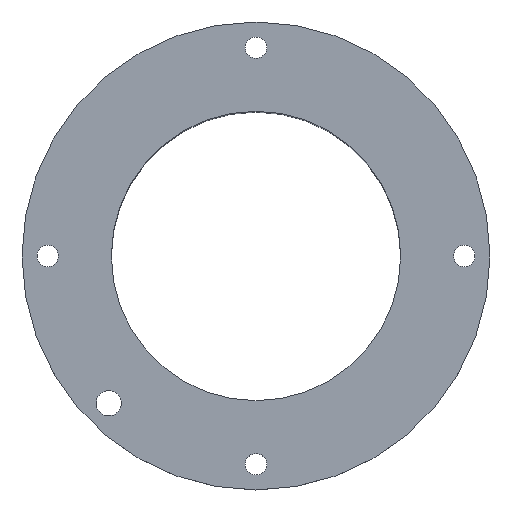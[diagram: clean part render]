
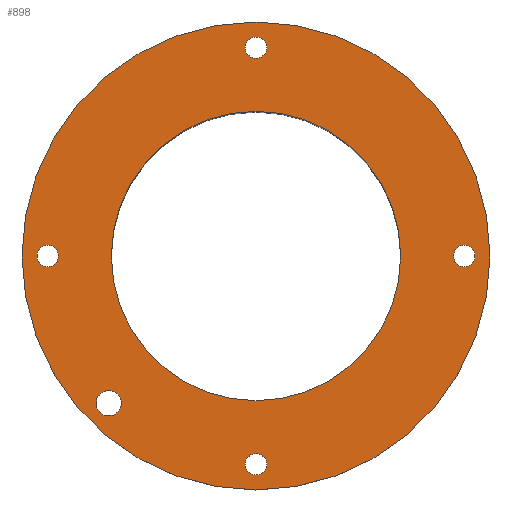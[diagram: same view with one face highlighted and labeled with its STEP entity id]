
A CAD part, top view. The second image highlights one B-rep face of the part: STEP entity #898.
In plain terms, the highlighted planar face has unit normal (0, 0, 1).
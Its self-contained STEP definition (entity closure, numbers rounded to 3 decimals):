
#19 = DIRECTION ( 'NONE',  ( -1., 0., 0. ) ) ;
#31 = EDGE_CURVE ( 'NONE', #101, #375, #506, .T. ) ;
#39 = VERTEX_POINT ( 'NONE', #76 ) ;
#44 = DIRECTION ( 'NONE',  ( -1., 0., 0. ) ) ;
#61 = DIRECTION ( 'NONE',  ( 0., 0., -1. ) ) ;
#76 = CARTESIAN_POINT ( 'NONE',  ( -87., 0., 196. ) ) ;
#79 = EDGE_CURVE ( 'NONE', #752, #159, #704, .T. ) ;
#83 = DIRECTION ( 'NONE',  ( 0., 0., -1. ) ) ;
#86 = FACE_BOUND ( 'NONE', #243, .T. ) ;
#91 = CARTESIAN_POINT ( 'NONE',  ( 4.25, 82.75, 196. ) ) ;
#95 = CARTESIAN_POINT ( 'NONE',  ( 0., -82.75, 196. ) ) ;
#100 = ORIENTED_EDGE ( 'NONE', *, *, #672, .T. ) ;
#101 = VERTEX_POINT ( 'NONE', #1081 ) ;
#131 = ORIENTED_EDGE ( 'NONE', *, *, #912, .T. ) ;
#138 = DIRECTION ( 'NONE',  ( -1., 0., 0. ) ) ;
#149 = CARTESIAN_POINT ( 'NONE',  ( 0., 0., 196. ) ) ;
#159 = VERTEX_POINT ( 'NONE', #1071 ) ;
#170 = AXIS2_PLACEMENT_3D ( 'NONE', #95, #694, #872 ) ;
#183 = EDGE_CURVE ( 'NONE', #834, #954, #821, .T. ) ;
#189 = EDGE_LOOP ( 'NONE', ( #866, #100 ) ) ;
#190 = VERTEX_POINT ( 'NONE', #1184 ) ;
#204 = ORIENTED_EDGE ( 'NONE', *, *, #292, .T. ) ;
#207 = FACE_BOUND ( 'NONE', #852, .T. ) ;
#222 = EDGE_CURVE ( 'NONE', #509, #39, #861, .T. ) ;
#225 = DIRECTION ( 'NONE',  ( 0., 0., -1. ) ) ;
#235 = ORIENTED_EDGE ( 'NONE', *, *, #1049, .F. ) ;
#243 = EDGE_LOOP ( 'NONE', ( #900, #481 ) ) ;
#244 = CARTESIAN_POINT ( 'NONE',  ( -82.75, 0., 196. ) ) ;
#248 = DIRECTION ( 'NONE',  ( -1., 0., 0. ) ) ;
#264 = AXIS2_PLACEMENT_3D ( 'NONE', #727, #822, #336 ) ;
#287 = EDGE_LOOP ( 'NONE', ( #665, #235 ) ) ;
#292 = EDGE_CURVE ( 'NONE', #39, #509, #1012, .T. ) ;
#310 = CARTESIAN_POINT ( 'NONE',  ( 0., 82.75, 196. ) ) ;
#328 = CIRCLE ( 'NONE', #819, 93. ) ;
#336 = DIRECTION ( 'NONE',  ( 1., 0., 0. ) ) ;
#342 = CARTESIAN_POINT ( 'NONE',  ( 0., 0., 196. ) ) ;
#344 = EDGE_CURVE ( 'NONE', #591, #897, #328, .T. ) ;
#347 = DIRECTION ( 'NONE',  ( -1., 0., 0. ) ) ;
#370 = EDGE_CURVE ( 'NONE', #954, #834, #1189, .T. ) ;
#375 = VERTEX_POINT ( 'NONE', #1110 ) ;
#379 = CARTESIAN_POINT ( 'NONE',  ( 0., 82.75, 196. ) ) ;
#380 = CARTESIAN_POINT ( 'NONE',  ( 93., 0., 196. ) ) ;
#386 = ORIENTED_EDGE ( 'NONE', *, *, #1038, .T. ) ;
#388 = ORIENTED_EDGE ( 'NONE', *, *, #31, .T. ) ;
#396 = CARTESIAN_POINT ( 'NONE',  ( 0., 0., 196. ) ) ;
#397 = DIRECTION ( 'NONE',  ( 0., 0., -1. ) ) ;
#428 = DIRECTION ( 'NONE',  ( 0., 0., -1. ) ) ;
#441 = DIRECTION ( 'NONE',  ( 1., 0., 0. ) ) ;
#448 = VERTEX_POINT ( 'NONE', #1206 ) ;
#450 = AXIS2_PLACEMENT_3D ( 'NONE', #379, #485, #1143 ) ;
#459 = DIRECTION ( 'NONE',  ( 0., 0., -1. ) ) ;
#468 = FACE_BOUND ( 'NONE', #189, .T. ) ;
#472 = DIRECTION ( 'NONE',  ( 1., 0., 0. ) ) ;
#474 = AXIS2_PLACEMENT_3D ( 'NONE', #244, #1098, #522 ) ;
#481 = ORIENTED_EDGE ( 'NONE', *, *, #488, .T. ) ;
#484 = EDGE_LOOP ( 'NONE', ( #386, #1118 ) ) ;
#485 = DIRECTION ( 'NONE',  ( 0., 0., -1. ) ) ;
#486 = DIRECTION ( 'NONE',  ( 0., 0., -1. ) ) ;
#488 = EDGE_CURVE ( 'NONE', #1177, #1078, #1134, .T. ) ;
#497 = FACE_BOUND ( 'NONE', #633, .T. ) ;
#506 = CIRCLE ( 'NONE', #873, 5. ) ;
#509 = VERTEX_POINT ( 'NONE', #564 ) ;
#522 = DIRECTION ( 'NONE',  ( -1., 0., 0. ) ) ;
#527 = CARTESIAN_POINT ( 'NONE',  ( 82.75, 0., 196. ) ) ;
#535 = CIRCLE ( 'NONE', #1213, 93. ) ;
#540 = DIRECTION ( 'NONE',  ( 0., 0., -1. ) ) ;
#564 = CARTESIAN_POINT ( 'NONE',  ( -78.5, 0., 196. ) ) ;
#591 = VERTEX_POINT ( 'NONE', #380 ) ;
#602 = CARTESIAN_POINT ( 'NONE',  ( 0., -82.75, 196. ) ) ;
#617 = DIRECTION ( 'NONE',  ( 0., 0., -1. ) ) ;
#621 = DIRECTION ( 'NONE',  ( 0., 0., -1. ) ) ;
#622 = AXIS2_PLACEMENT_3D ( 'NONE', #602, #397, #1170 ) ;
#625 = CARTESIAN_POINT ( 'NONE',  ( -82.75, 0., 196. ) ) ;
#627 = CARTESIAN_POINT ( 'NONE',  ( -58.513, -58.513, 196. ) ) ;
#628 = AXIS2_PLACEMENT_3D ( 'NONE', #527, #428, #138 ) ;
#633 = EDGE_LOOP ( 'NONE', ( #775, #1045 ) ) ;
#665 = ORIENTED_EDGE ( 'NONE', *, *, #344, .F. ) ;
#672 = EDGE_CURVE ( 'NONE', #448, #190, #1080, .T. ) ;
#694 = DIRECTION ( 'NONE',  ( 0., 0., -1. ) ) ;
#695 = ORIENTED_EDGE ( 'NONE', *, *, #222, .T. ) ;
#704 = CIRCLE ( 'NONE', #983, 4.25 ) ;
#716 = PLANE ( 'NONE',  #264 ) ;
#727 = CARTESIAN_POINT ( 'NONE',  ( 0., 0., 196. ) ) ;
#752 = VERTEX_POINT ( 'NONE', #91 ) ;
#754 = FACE_BOUND ( 'NONE', #1032, .T. ) ;
#762 = EDGE_CURVE ( 'NONE', #1078, #1177, #1193, .T. ) ;
#775 = ORIENTED_EDGE ( 'NONE', *, *, #183, .T. ) ;
#819 = AXIS2_PLACEMENT_3D ( 'NONE', #342, #1008, #441 ) ;
#821 = CIRCLE ( 'NONE', #628, 4.25 ) ;
#822 = DIRECTION ( 'NONE',  ( 0., 0., 1. ) ) ;
#834 = VERTEX_POINT ( 'NONE', #903 ) ;
#842 = AXIS2_PLACEMENT_3D ( 'NONE', #625, #617, #44 ) ;
#852 = EDGE_LOOP ( 'NONE', ( #131, #388 ) ) ;
#861 = CIRCLE ( 'NONE', #842, 4.25 ) ;
#866 = ORIENTED_EDGE ( 'NONE', *, *, #1186, .T. ) ;
#872 = DIRECTION ( 'NONE',  ( -1., 0., 0. ) ) ;
#873 = AXIS2_PLACEMENT_3D ( 'NONE', #1024, #459, #918 ) ;
#897 = VERTEX_POINT ( 'NONE', #1185 ) ;
#898 = ADVANCED_FACE ( 'NONE', ( #86, #1122, #754, #468, #497, #207, #942 ), #716, .T. ) ;
#900 = ORIENTED_EDGE ( 'NONE', *, *, #762, .T. ) ;
#903 = CARTESIAN_POINT ( 'NONE',  ( 78.5, 0., 196. ) ) ;
#912 = EDGE_CURVE ( 'NONE', #375, #101, #914, .T. ) ;
#914 = CIRCLE ( 'NONE', #1074, 5. ) ;
#918 = DIRECTION ( 'NONE',  ( -1., 0., 0. ) ) ;
#942 = FACE_OUTER_BOUND ( 'NONE', #287, .T. ) ;
#954 = VERTEX_POINT ( 'NONE', #1221 ) ;
#983 = AXIS2_PLACEMENT_3D ( 'NONE', #310, #225, #19 ) ;
#1008 = DIRECTION ( 'NONE',  ( 0., 0., -1. ) ) ;
#1012 = CIRCLE ( 'NONE', #474, 4.25 ) ;
#1024 = CARTESIAN_POINT ( 'NONE',  ( -58.513, -58.513, 196. ) ) ;
#1032 = EDGE_LOOP ( 'NONE', ( #204, #695 ) ) ;
#1038 = EDGE_CURVE ( 'NONE', #159, #752, #1145, .T. ) ;
#1045 = ORIENTED_EDGE ( 'NONE', *, *, #370, .T. ) ;
#1049 = EDGE_CURVE ( 'NONE', #897, #591, #535, .T. ) ;
#1067 = DIRECTION ( 'NONE',  ( -1., 0., 0. ) ) ;
#1071 = CARTESIAN_POINT ( 'NONE',  ( -4.25, 82.75, 196. ) ) ;
#1074 = AXIS2_PLACEMENT_3D ( 'NONE', #627, #621, #347 ) ;
#1078 = VERTEX_POINT ( 'NONE', #1140 ) ;
#1080 = CIRCLE ( 'NONE', #170, 4.25 ) ;
#1081 = CARTESIAN_POINT ( 'NONE',  ( -53.513, -58.513, 196. ) ) ;
#1098 = DIRECTION ( 'NONE',  ( 0., 0., -1. ) ) ;
#1100 = AXIS2_PLACEMENT_3D ( 'NONE', #149, #61, #248 ) ;
#1110 = CARTESIAN_POINT ( 'NONE',  ( -63.513, -58.513, 196. ) ) ;
#1117 = AXIS2_PLACEMENT_3D ( 'NONE', #396, #486, #1067 ) ;
#1118 = ORIENTED_EDGE ( 'NONE', *, *, #79, .T. ) ;
#1122 = FACE_BOUND ( 'NONE', #484, .T. ) ;
#1126 = DIRECTION ( 'NONE',  ( -1., 0., 0. ) ) ;
#1134 = CIRCLE ( 'NONE', #1100, 57.5 ) ;
#1140 = CARTESIAN_POINT ( 'NONE',  ( -57.5, 0., 196. ) ) ;
#1143 = DIRECTION ( 'NONE',  ( -1., 0., 0. ) ) ;
#1145 = CIRCLE ( 'NONE', #450, 4.25 ) ;
#1147 = CARTESIAN_POINT ( 'NONE',  ( 0., 0., 196. ) ) ;
#1166 = CARTESIAN_POINT ( 'NONE',  ( 57.5, 0., 196. ) ) ;
#1170 = DIRECTION ( 'NONE',  ( -1., 0., 0. ) ) ;
#1177 = VERTEX_POINT ( 'NONE', #1166 ) ;
#1184 = CARTESIAN_POINT ( 'NONE',  ( -4.25, -82.75, 196. ) ) ;
#1185 = CARTESIAN_POINT ( 'NONE',  ( -93., 0., 196. ) ) ;
#1186 = EDGE_CURVE ( 'NONE', #190, #448, #1232, .T. ) ;
#1189 = CIRCLE ( 'NONE', #1220, 4.25 ) ;
#1193 = CIRCLE ( 'NONE', #1117, 57.5 ) ;
#1206 = CARTESIAN_POINT ( 'NONE',  ( 4.25, -82.75, 196. ) ) ;
#1209 = CARTESIAN_POINT ( 'NONE',  ( 82.75, 0., 196. ) ) ;
#1213 = AXIS2_PLACEMENT_3D ( 'NONE', #1147, #83, #472 ) ;
#1220 = AXIS2_PLACEMENT_3D ( 'NONE', #1209, #540, #1126 ) ;
#1221 = CARTESIAN_POINT ( 'NONE',  ( 87., 0., 196. ) ) ;
#1232 = CIRCLE ( 'NONE', #622, 4.25 ) ;
